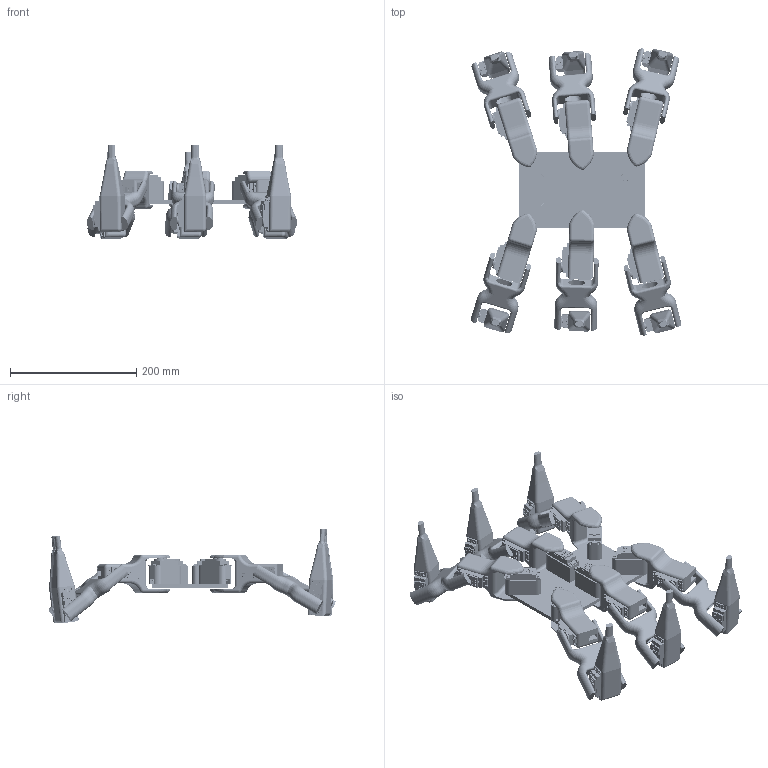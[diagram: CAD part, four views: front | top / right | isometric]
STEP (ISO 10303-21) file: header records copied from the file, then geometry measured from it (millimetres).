
FILE_DESCRIPTION (( 'STEP AP214' ), '1' );
FILE_NAME ('Assem31.STEP', '2022-03-18T08:53:36', ( '' ), ( '' ), 'SwSTEP 2.0', 'SolidWorks 2020', '' );
FILE_SCHEMA (( 'AUTOMOTIVE_DESIGN' ));
Length unit declared in the file: millimetre
Products named in the file (12): Assem1; hexa base; left leg; base vir; fibula; MG995; Assem31; hip
Assembly tree (43 placements, depth 3):
  Assem31
    hexa base
    Assem1
      base vir
      MG995  x2
      hip
      fibula
    MG995  x6
    Assem1
      base vir
      MG995  x2
      hip
      fibula
    Assem1
      base vir
      MG995  x2
      hip
      fibula
    left leg
      hip
      MG995  x2
      fibula
      base vir
    left leg
      hip
      MG995  x2
      fibula
      base vir
    left leg
      hip
      MG995  x2
      fibula
      base vir
Bounding box: 333.31 x 454.25 x 148.45 mm (x, y, z)
Volume: 2013427.7 mm3; surface area: 618767.5 mm2
Topology: 37 solids, 37 shells, 9999 faces, 27211 edges, 17808 vertices
Faces by surface type: plane 5894, cylinder 2083, bspline 1746, torus 204, sphere 72
Entity records: 34274 total; most frequent: CARTESIAN_POINT 13129, ORIENTED_EDGE 4600, DIRECTION 3921, EDGE_CURVE 2300, LINE 1535, VECTOR 1535, VERTEX_POINT 1473, AXIS2_PLACEMENT_3D 1193
